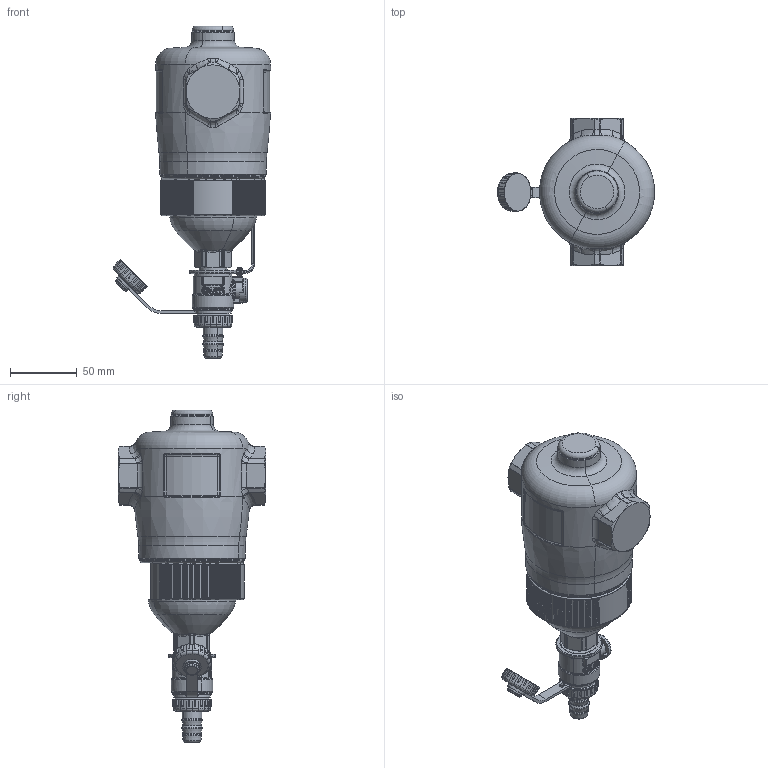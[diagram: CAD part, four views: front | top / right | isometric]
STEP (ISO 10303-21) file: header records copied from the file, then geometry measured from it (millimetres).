
FILE_DESCRIPTION(('CATIA V5 STEP Exchange','CAx-IF Rec.Pracs.--- Model Styling and Organization---1.5--- 2016-08-15','CAx-IF Rec.Pracs.---Supplemental Geometry---1.0---2011-11-01','CAx-IF Rec.Pracs.--- Composite Materials ---3.4---2017-06-13','CAx-IF Rec.Pracs.---Tessellated 3D Geometry---1.0---2015-12-17'),'2;1');
FILE_NAME('STEP_546306_-_TST.stp','2023-10-06T08:20:40+00:00',('none'),('none'),'CATIA Version 5-6 Release 2020 SP5','CATIA V5 STEP AP242 v2','none');
FILE_SCHEMA(('AP242_MANAGED_MODEL_BASED_3D_ENGINEERING_MIM_LF {1 0 10303 442 1 1 4}'));
Products named in the file (1): 546306 - TST
Bounding box: 117.31 x 110 x 247.8 mm (x, y, z)
Volume: 789631.4 mm3; surface area: 76887.8 mm2
Topology: 3 solids, 5 shells, 2154 faces, 5505 edges, 3281 vertices
Faces by surface type: cylinder 746, bspline 482, torus 394, plane 348, cone 93, sphere 80, revolution 11
Entity records: 91449 total; most frequent: CARTESIAN_POINT 46764, ORIENTED_EDGE 10836, DIRECTION 5601, EDGE_CURVE 5418, AXIS2_PLACEMENT_3D 3474, VERTEX_POINT 3281, CIRCLE 2519, EDGE_LOOP 2187
